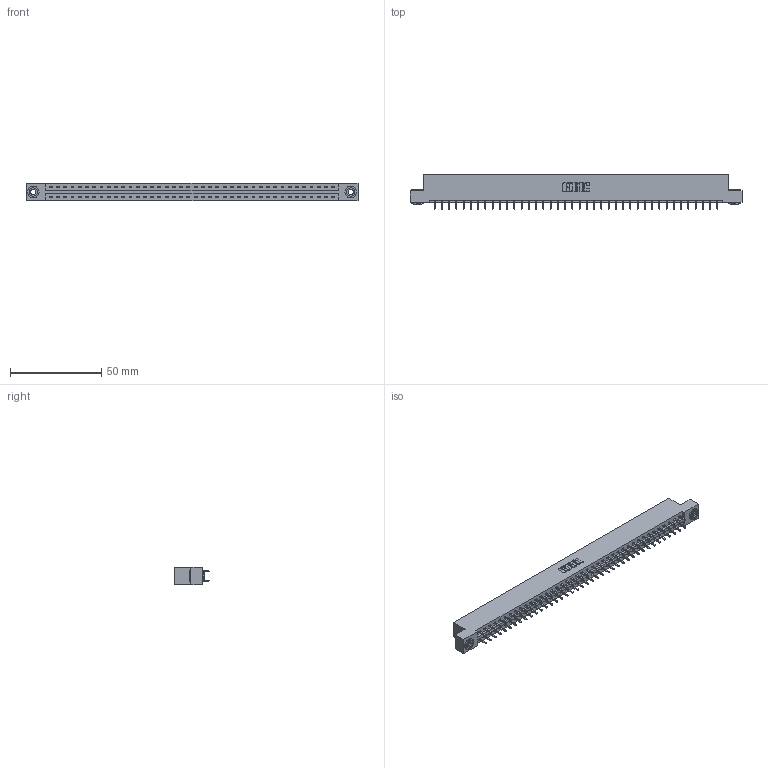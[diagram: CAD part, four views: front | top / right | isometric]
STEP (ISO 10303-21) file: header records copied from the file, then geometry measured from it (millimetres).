
FILE_DESCRIPTION (( 'STEP AP203' ), '1' );
FILE_NAME ('387-080-521-203.STEP', '2018-09-23T18:05:50', ( '' ), ( '' ), 'SwSTEP 2.0', 'SolidWorks 2016', '' );
FILE_SCHEMA (( 'CONFIG_CONTROL_DESIGN' ));
Length unit declared in the file: inch
Products named in the file (4): 387-080-521-203; 337 Part_Flush Mounting Lugs - 0.156 Dia-TH; 345-292-001_345-293-121; 345-250-002_345-250-002-102
Assembly tree (83 placements, depth 2):
  387-080-521-203
    337 Part_Flush Mounting Lugs - 0.156 Dia-TH
    345-292-001_345-293-121  x80
    345-250-002_345-250-002-102  x2
Bounding box: 181.51 x 19.06 x 9.4 mm (x, y, z)
Volume: 19088.9 mm3; surface area: 21547.9 mm2
Topology: 83 solids, 83 shells, 4472 faces, 13267 edges, 8734 vertices
Faces by surface type: plane 3120, cylinder 1344, cone 8
Entity records: 31940 total; most frequent: CARTESIAN_POINT 5357, ORIENTED_EDGE 5286, DIRECTION 4593, EDGE_CURVE 2643, LINE 2491, VECTOR 2491, VERTEX_POINT 1758, AXIS2_PLACEMENT_3D 1051
